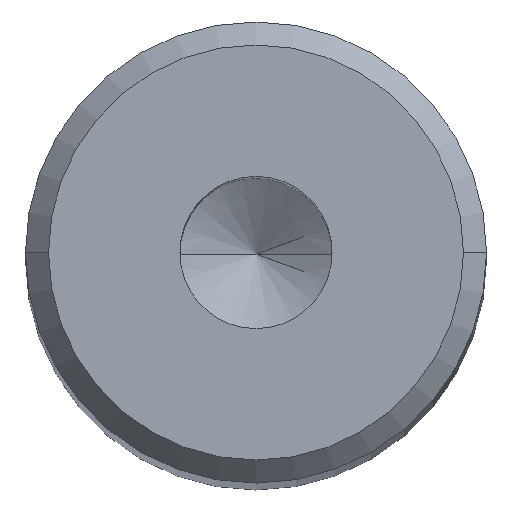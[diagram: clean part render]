
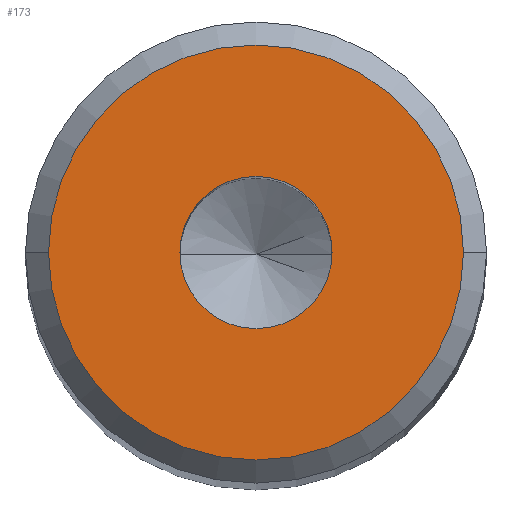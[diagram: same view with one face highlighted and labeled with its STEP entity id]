
A CAD part, top view. The second image highlights one B-rep face of the part: STEP entity #173.
In plain terms, the highlighted planar face has unit normal (0, 0, 1).
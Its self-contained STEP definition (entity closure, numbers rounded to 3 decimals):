
#1 = CARTESIAN_POINT ( 'NONE',  ( 0., 0., 86.4 ) ) ;
#3 = DIRECTION ( 'NONE',  ( 1., 0., 0. ) ) ;
#7 = ORIENTED_EDGE ( 'NONE', *, *, #221, .F. ) ;
#26 = AXIS2_PLACEMENT_3D ( 'NONE', #38, #484, #77 ) ;
#38 = CARTESIAN_POINT ( 'NONE',  ( 0., 0., 86.4 ) ) ;
#46 = CARTESIAN_POINT ( 'NONE',  ( 0., 0., 86.4 ) ) ;
#56 = DIRECTION ( 'NONE',  ( 1., 0., 0. ) ) ;
#71 = VERTEX_POINT ( 'NONE', #264 ) ;
#77 = DIRECTION ( 'NONE',  ( 1., 0., 0. ) ) ;
#80 = CARTESIAN_POINT ( 'NONE',  ( 4.5, 0., 86.4 ) ) ;
#121 = ORIENTED_EDGE ( 'NONE', *, *, #273, .T. ) ;
#123 = CARTESIAN_POINT ( 'NONE',  ( 0., 0., 86.4 ) ) ;
#129 = VERTEX_POINT ( 'NONE', #295 ) ;
#172 = AXIS2_PLACEMENT_3D ( 'NONE', #123, #287, #56 ) ;
#173 = ADVANCED_FACE ( 'NONE', ( #391, #382 ), #274, .T. ) ;
#176 = DIRECTION ( 'NONE',  ( 1., 0., 0. ) ) ;
#191 = DIRECTION ( 'NONE',  ( 1., 0., 0. ) ) ;
#211 = DIRECTION ( 'NONE',  ( 0., 0., 1. ) ) ;
#221 = EDGE_CURVE ( 'NONE', #71, #129, #258, .T. ) ;
#237 = EDGE_LOOP ( 'NONE', ( #270, #121 ) ) ;
#243 = CARTESIAN_POINT ( 'NONE',  ( -4.5, 0., 86.4 ) ) ;
#252 = CIRCLE ( 'NONE', #172, 1.65 ) ;
#258 = CIRCLE ( 'NONE', #320, 1.65 ) ;
#264 = CARTESIAN_POINT ( 'NONE',  ( 1.65, 0., 86.4 ) ) ;
#270 = ORIENTED_EDGE ( 'NONE', *, *, #444, .T. ) ;
#273 = EDGE_CURVE ( 'NONE', #447, #337, #407, .T. ) ;
#274 = PLANE ( 'NONE',  #360 ) ;
#287 = DIRECTION ( 'NONE',  ( 0., 0., 1. ) ) ;
#295 = CARTESIAN_POINT ( 'NONE',  ( -1.65, 0., 86.4 ) ) ;
#320 = AXIS2_PLACEMENT_3D ( 'NONE', #471, #388, #3 ) ;
#329 = EDGE_CURVE ( 'NONE', #129, #71, #252, .T. ) ;
#337 = VERTEX_POINT ( 'NONE', #243 ) ;
#347 = DIRECTION ( 'NONE',  ( 0., 0., 1. ) ) ;
#360 = AXIS2_PLACEMENT_3D ( 'NONE', #1, #347, #191 ) ;
#370 = AXIS2_PLACEMENT_3D ( 'NONE', #46, #211, #176 ) ;
#382 = FACE_BOUND ( 'NONE', #411, .T. ) ;
#388 = DIRECTION ( 'NONE',  ( 0., 0., 1. ) ) ;
#391 = FACE_OUTER_BOUND ( 'NONE', #237, .T. ) ;
#407 = CIRCLE ( 'NONE', #370, 4.5 ) ;
#411 = EDGE_LOOP ( 'NONE', ( #7, #487 ) ) ;
#444 = EDGE_CURVE ( 'NONE', #337, #447, #459, .T. ) ;
#447 = VERTEX_POINT ( 'NONE', #80 ) ;
#459 = CIRCLE ( 'NONE', #26, 4.5 ) ;
#471 = CARTESIAN_POINT ( 'NONE',  ( 0., 0., 86.4 ) ) ;
#484 = DIRECTION ( 'NONE',  ( 0., 0., 1. ) ) ;
#487 = ORIENTED_EDGE ( 'NONE', *, *, #329, .F. ) ;
